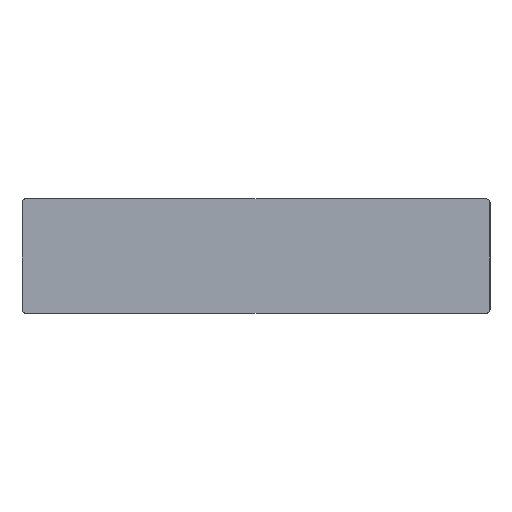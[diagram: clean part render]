
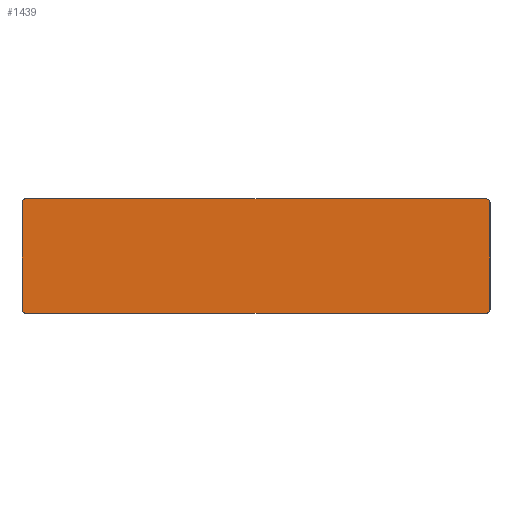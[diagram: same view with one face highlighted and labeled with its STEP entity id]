
A CAD part, top view. The second image highlights one B-rep face of the part: STEP entity #1439.
In plain terms, the highlighted planar face has unit normal (0, 0, 1).
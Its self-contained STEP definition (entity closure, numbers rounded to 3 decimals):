
#104 = EDGE_CURVE ( 'NONE', #568, #1517, #2454, .T. ) ;
#141 = CARTESIAN_POINT ( 'NONE',  ( -198.45, 45.275, 15. ) ) ;
#149 = DIRECTION ( 'NONE',  ( 1., 0., 0. ) ) ;
#206 = VECTOR ( 'NONE', #1218, 1000. ) ;
#361 = CARTESIAN_POINT ( 'NONE',  ( 198.45, -45.275, 15. ) ) ;
#366 = ORIENTED_EDGE ( 'NONE', *, *, #1074, .T. ) ;
#384 = VECTOR ( 'NONE', #618, 1000. ) ;
#417 = EDGE_CURVE ( 'NONE', #1517, #2255, #1713, .T. ) ;
#420 = CARTESIAN_POINT ( 'NONE',  ( -195.275, -48.45, 15. ) ) ;
#467 = CARTESIAN_POINT ( 'NONE',  ( 195.275, -45.275, 15. ) ) ;
#507 = VECTOR ( 'NONE', #1403, 1000. ) ;
#568 = VERTEX_POINT ( 'NONE', #1816 ) ;
#574 = DIRECTION ( 'NONE',  ( 0., 0., 1. ) ) ;
#576 = CARTESIAN_POINT ( 'NONE',  ( 195.275, -48.45, 15. ) ) ;
#618 = DIRECTION ( 'NONE',  ( 0., 1., 0. ) ) ;
#664 = DIRECTION ( 'NONE',  ( 0., 0., 1. ) ) ;
#666 = EDGE_LOOP ( 'NONE', ( #2507, #2687, #2636, #861, #1781, #366, #812, #2567 ) ) ;
#788 = VECTOR ( 'NONE', #2417, 1000. ) ;
#812 = ORIENTED_EDGE ( 'NONE', *, *, #1462, .T. ) ;
#860 = CIRCLE ( 'NONE', #1476, 3.175 ) ;
#861 = ORIENTED_EDGE ( 'NONE', *, *, #104, .T. ) ;
#926 = VERTEX_POINT ( 'NONE', #420 ) ;
#990 = PLANE ( 'NONE',  #1987 ) ;
#997 = AXIS2_PLACEMENT_3D ( 'NONE', #1050, #2564, #1273 ) ;
#1050 = CARTESIAN_POINT ( 'NONE',  ( 195.275, 45.275, 15. ) ) ;
#1074 = EDGE_CURVE ( 'NONE', #2255, #2375, #2521, .T. ) ;
#1180 = CARTESIAN_POINT ( 'NONE',  ( -195.275, -48.45, 15. ) ) ;
#1218 = DIRECTION ( 'NONE',  ( -1., 0., 0. ) ) ;
#1220 = CARTESIAN_POINT ( 'NONE',  ( 195.275, -45.275, 15. ) ) ;
#1273 = DIRECTION ( 'NONE',  ( 1., 0., 0. ) ) ;
#1296 = AXIS2_PLACEMENT_3D ( 'NONE', #1955, #664, #2175 ) ;
#1391 = DIRECTION ( 'NONE',  ( 1., 0., 0. ) ) ;
#1403 = DIRECTION ( 'NONE',  ( 1., 0., 0. ) ) ;
#1439 = ADVANCED_FACE ( 'NONE', ( #1561 ), #990, .T. ) ;
#1454 = DIRECTION ( 'NONE',  ( 0., 0., 1. ) ) ;
#1462 = EDGE_CURVE ( 'NONE', #2375, #926, #2641, .T. ) ;
#1476 = AXIS2_PLACEMENT_3D ( 'NONE', #467, #2537, #1391 ) ;
#1517 = VERTEX_POINT ( 'NONE', #1914 ) ;
#1561 = FACE_OUTER_BOUND ( 'NONE', #666, .T. ) ;
#1644 = CARTESIAN_POINT ( 'NONE',  ( -198.45, -45.275, 15. ) ) ;
#1665 = LINE ( 'NONE', #1180, #507 ) ;
#1703 = CARTESIAN_POINT ( 'NONE',  ( 198.45, 45.275, 15. ) ) ;
#1713 = CIRCLE ( 'NONE', #1296, 3.175 ) ;
#1754 = EDGE_CURVE ( 'NONE', #2254, #2020, #2121, .T. ) ;
#1781 = ORIENTED_EDGE ( 'NONE', *, *, #417, .T. ) ;
#1816 = CARTESIAN_POINT ( 'NONE',  ( 195.275, 48.45, 15. ) ) ;
#1844 = EDGE_CURVE ( 'NONE', #2020, #568, #2427, .T. ) ;
#1914 = CARTESIAN_POINT ( 'NONE',  ( -195.275, 48.45, 15. ) ) ;
#1955 = CARTESIAN_POINT ( 'NONE',  ( -195.275, 45.275, 15. ) ) ;
#1985 = CARTESIAN_POINT ( 'NONE',  ( -198.45, 45.275, 15. ) ) ;
#1987 = AXIS2_PLACEMENT_3D ( 'NONE', #1220, #574, #2087 ) ;
#2020 = VERTEX_POINT ( 'NONE', #1703 ) ;
#2087 = DIRECTION ( 'NONE',  ( 1., 0., 0. ) ) ;
#2121 = LINE ( 'NONE', #2552, #384 ) ;
#2175 = DIRECTION ( 'NONE',  ( 1., 0., 0. ) ) ;
#2238 = VERTEX_POINT ( 'NONE', #576 ) ;
#2254 = VERTEX_POINT ( 'NONE', #361 ) ;
#2255 = VERTEX_POINT ( 'NONE', #141 ) ;
#2336 = EDGE_CURVE ( 'NONE', #926, #2238, #1665, .T. ) ;
#2375 = VERTEX_POINT ( 'NONE', #1644 ) ;
#2417 = DIRECTION ( 'NONE',  ( 0., -1., 0. ) ) ;
#2427 = CIRCLE ( 'NONE', #997, 3.175 ) ;
#2429 = AXIS2_PLACEMENT_3D ( 'NONE', #2737, #1454, #149 ) ;
#2454 = LINE ( 'NONE', #2718, #206 ) ;
#2507 = ORIENTED_EDGE ( 'NONE', *, *, #2616, .T. ) ;
#2521 = LINE ( 'NONE', #1985, #788 ) ;
#2537 = DIRECTION ( 'NONE',  ( 0., 0., 1. ) ) ;
#2552 = CARTESIAN_POINT ( 'NONE',  ( 198.45, -45.275, 15. ) ) ;
#2564 = DIRECTION ( 'NONE',  ( 0., 0., 1. ) ) ;
#2567 = ORIENTED_EDGE ( 'NONE', *, *, #2336, .T. ) ;
#2616 = EDGE_CURVE ( 'NONE', #2238, #2254, #860, .T. ) ;
#2636 = ORIENTED_EDGE ( 'NONE', *, *, #1844, .T. ) ;
#2641 = CIRCLE ( 'NONE', #2429, 3.175 ) ;
#2687 = ORIENTED_EDGE ( 'NONE', *, *, #1754, .T. ) ;
#2718 = CARTESIAN_POINT ( 'NONE',  ( 195.275, 48.45, 15. ) ) ;
#2737 = CARTESIAN_POINT ( 'NONE',  ( -195.275, -45.275, 15. ) ) ;
